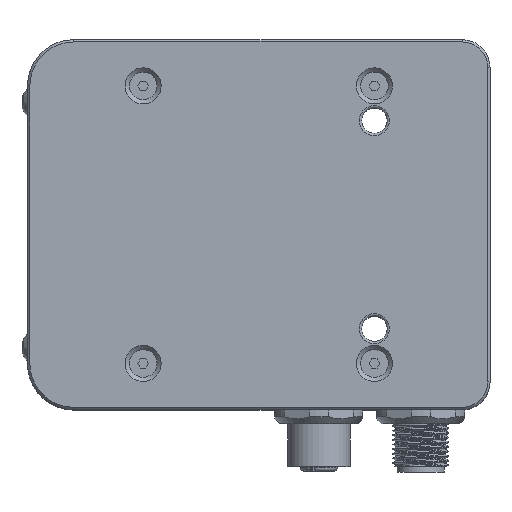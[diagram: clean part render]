
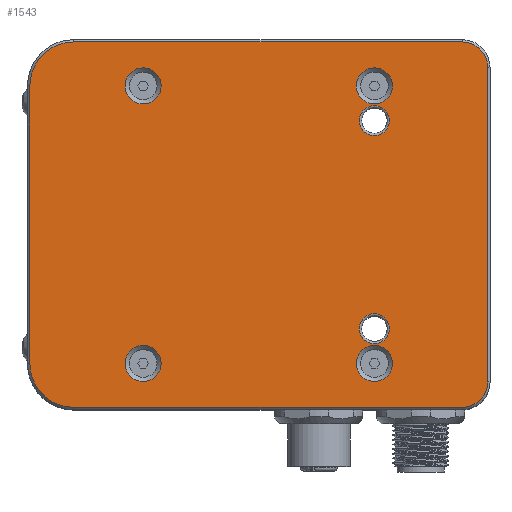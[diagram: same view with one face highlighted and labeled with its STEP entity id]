
A CAD part, top view. The second image highlights one B-rep face of the part: STEP entity #1543.
In plain terms, the highlighted planar face has unit normal (0, 0, 1).
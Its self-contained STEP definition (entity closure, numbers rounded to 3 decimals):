
#1543=ADVANCED_FACE('',(#2290,#2291,#2292,#2293,#2294,#2295,#2296),#1994,
 .T.);
#1994=PLANE('',#9171);
#2290=FACE_BOUND('',#2675,.T.);
#2291=FACE_BOUND('',#2676,.T.);
#2292=FACE_BOUND('',#2677,.T.);
#2293=FACE_BOUND('',#2678,.T.);
#2294=FACE_BOUND('',#2679,.T.);
#2295=FACE_BOUND('',#2680,.T.);
#2296=FACE_BOUND('',#2681,.T.);
#2675=EDGE_LOOP('',(#5106));
#2676=EDGE_LOOP('',(#5107));
#2677=EDGE_LOOP('',(#5108));
#2678=EDGE_LOOP('',(#5109,#5110,#5111,#5112,#5113,#5114,#5115,#5116));
#2679=EDGE_LOOP('',(#5117));
#2680=EDGE_LOOP('',(#5118));
#2681=EDGE_LOOP('',(#5119));
#3615=LINE('',#12836,#4155);
#3617=LINE('',#12840,#4157);
#3621=LINE('',#12852,#4161);
#3623=LINE('',#12856,#4163);
#4155=VECTOR('',#10323,1.);
#4157=VECTOR('',#10327,1.);
#4161=VECTOR('',#10341,1.);
#4163=VECTOR('',#10345,1.);
#5106=ORIENTED_EDGE('',*,*,#7805,.T.);
#5107=ORIENTED_EDGE('',*,*,#7804,.T.);
#5108=ORIENTED_EDGE('',*,*,#7811,.T.);
#5109=ORIENTED_EDGE('',*,*,#7820,.T.);
#5110=ORIENTED_EDGE('',*,*,#7816,.T.);
#5111=ORIENTED_EDGE('',*,*,#7818,.T.);
#5112=ORIENTED_EDGE('',*,*,#7822,.T.);
#5113=ORIENTED_EDGE('',*,*,#7826,.T.);
#5114=ORIENTED_EDGE('',*,*,#7829,.T.);
#5115=ORIENTED_EDGE('',*,*,#7828,.T.);
#5116=ORIENTED_EDGE('',*,*,#7824,.T.);
#5117=ORIENTED_EDGE('',*,*,#7813,.T.);
#5118=ORIENTED_EDGE('',*,*,#7809,.T.);
#5119=ORIENTED_EDGE('',*,*,#7807,.T.);
#6952=VERTEX_POINT('',#12803);
#6953=VERTEX_POINT('',#12806);
#6955=VERTEX_POINT('',#12811);
#6957=VERTEX_POINT('',#12816);
#6959=VERTEX_POINT('',#12821);
#6961=VERTEX_POINT('',#12826);
#6962=VERTEX_POINT('',#12829);
#6963=VERTEX_POINT('',#12831);
#6964=VERTEX_POINT('',#12835);
#6965=VERTEX_POINT('',#12839);
#6966=VERTEX_POINT('',#12843);
#6967=VERTEX_POINT('',#12847);
#6968=VERTEX_POINT('',#12851);
#6969=VERTEX_POINT('',#12855);
#7804=EDGE_CURVE('',#6952,#6952,#8719,.T.);
#7805=EDGE_CURVE('',#6953,#6953,#8720,.T.);
#7807=EDGE_CURVE('',#6955,#6955,#8722,.T.);
#7809=EDGE_CURVE('',#6957,#6957,#8724,.T.);
#7811=EDGE_CURVE('',#6959,#6959,#8726,.T.);
#7813=EDGE_CURVE('',#6961,#6961,#8728,.T.);
#7816=EDGE_CURVE('',#6962,#6963,#8729,.T.);
#7818=EDGE_CURVE('',#6963,#6964,#3615,.T.);
#7820=EDGE_CURVE('',#6965,#6962,#3617,.T.);
#7822=EDGE_CURVE('',#6964,#6966,#8730,.T.);
#7824=EDGE_CURVE('',#6967,#6965,#8731,.T.);
#7826=EDGE_CURVE('',#6966,#6968,#3621,.T.);
#7828=EDGE_CURVE('',#6969,#6967,#3623,.T.);
#7829=EDGE_CURVE('',#6968,#6969,#8732,.T.);
#8719=CIRCLE('',#9143,3.25);
#8720=CIRCLE('',#9145,3.25);
#8722=CIRCLE('',#9148,3.9);
#8724=CIRCLE('',#9151,3.9);
#8726=CIRCLE('',#9154,3.9);
#8728=CIRCLE('',#9157,3.9);
#8729=CIRCLE('',#9159,5.5);
#8730=CIRCLE('',#9163,5.5);
#8731=CIRCLE('',#9165,9.5);
#8732=CIRCLE('',#9169,9.5);
#9143=AXIS2_PLACEMENT_3D('',#12802,#10284,#10285);
#9145=AXIS2_PLACEMENT_3D('',#12805,#10288,#10289);
#9148=AXIS2_PLACEMENT_3D('',#12810,#10294,#10295);
#9151=AXIS2_PLACEMENT_3D('',#12815,#10300,#10301);
#9154=AXIS2_PLACEMENT_3D('',#12820,#10306,#10307);
#9157=AXIS2_PLACEMENT_3D('',#12825,#10312,#10313);
#9159=AXIS2_PLACEMENT_3D('',#12832,#10318,#10319);
#9163=AXIS2_PLACEMENT_3D('',#12844,#10331,#10332);
#9165=AXIS2_PLACEMENT_3D('',#12848,#10336,#10337);
#9169=AXIS2_PLACEMENT_3D('',#12858,#10348,#10349);
#9171=AXIS2_PLACEMENT_3D('',#12860,#10352,#10353);
#10284=DIRECTION('',(0.,0.,-1.));
#10285=DIRECTION('',(1.,0.,0.));
#10288=DIRECTION('',(0.,0.,-1.));
#10289=DIRECTION('',(1.,0.,0.));
#10294=DIRECTION('',(0.,0.,-1.));
#10295=DIRECTION('',(1.,0.,0.));
#10300=DIRECTION('',(0.,0.,-1.));
#10301=DIRECTION('',(1.,0.,0.));
#10306=DIRECTION('',(0.,0.,-1.));
#10307=DIRECTION('',(1.,0.,0.));
#10312=DIRECTION('',(0.,0.,-1.));
#10313=DIRECTION('',(1.,0.,0.));
#10318=DIRECTION('',(0.,0.,1.));
#10319=DIRECTION('',(1.,0.,0.));
#10323=DIRECTION('',(0.,1.,0.));
#10327=DIRECTION('',(1.,0.,0.));
#10331=DIRECTION('',(0.,0.,1.));
#10332=DIRECTION('',(1.,0.,0.));
#10336=DIRECTION('',(0.,0.,1.));
#10337=DIRECTION('',(1.,0.,0.));
#10341=DIRECTION('',(-1.,0.,0.));
#10345=DIRECTION('',(0.,-1.,0.));
#10348=DIRECTION('',(0.,0.,1.));
#10349=DIRECTION('',(1.,0.,0.));
#10352=DIRECTION('',(0.,0.,1.));
#10353=DIRECTION('',(1.,0.,0.));
#12802=CARTESIAN_POINT('',(414.42,677.5,-196.4));
#12803=CARTESIAN_POINT('',(417.67,677.5,-196.4));
#12805=CARTESIAN_POINT('',(414.42,722.5,-196.4));
#12806=CARTESIAN_POINT('',(417.67,722.5,-196.4));
#12810=CARTESIAN_POINT('',(414.42,670.,-196.4));
#12811=CARTESIAN_POINT('',(418.32,670.,-196.4));
#12815=CARTESIAN_POINT('',(414.42,730.,-196.4));
#12816=CARTESIAN_POINT('',(418.32,730.,-196.4));
#12820=CARTESIAN_POINT('',(364.42,730.,-196.4));
#12821=CARTESIAN_POINT('',(368.32,730.,-196.4));
#12825=CARTESIAN_POINT('',(364.42,670.,-196.4));
#12826=CARTESIAN_POINT('',(368.32,670.,-196.4));
#12829=CARTESIAN_POINT('',(433.42,660.5,-196.4));
#12831=CARTESIAN_POINT('',(438.92,666.,-196.4));
#12832=CARTESIAN_POINT('',(433.42,666.,-196.4));
#12835=CARTESIAN_POINT('',(438.92,734.,-196.4));
#12836=CARTESIAN_POINT('',(438.92,700.,-196.4));
#12839=CARTESIAN_POINT('',(349.42,660.5,-196.4));
#12840=CARTESIAN_POINT('',(373.15,660.5,-196.4));
#12843=CARTESIAN_POINT('',(433.42,739.5,-196.4));
#12844=CARTESIAN_POINT('',(433.42,734.,-196.4));
#12847=CARTESIAN_POINT('',(339.92,670.,-196.4));
#12848=CARTESIAN_POINT('',(349.42,670.,-196.4));
#12851=CARTESIAN_POINT('',(349.42,739.5,-196.4));
#12852=CARTESIAN_POINT('',(373.15,739.5,-196.4));
#12855=CARTESIAN_POINT('',(339.92,730.,-196.4));
#12856=CARTESIAN_POINT('',(339.92,700.,-196.4));
#12858=CARTESIAN_POINT('',(349.42,730.,-196.4));
#12860=CARTESIAN_POINT('',(373.15,700.,-196.4));
